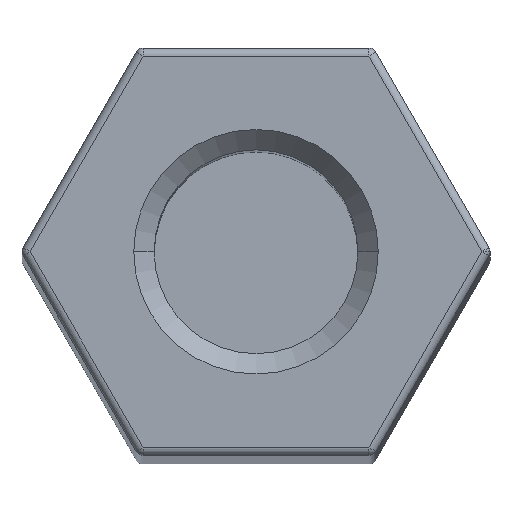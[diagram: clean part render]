
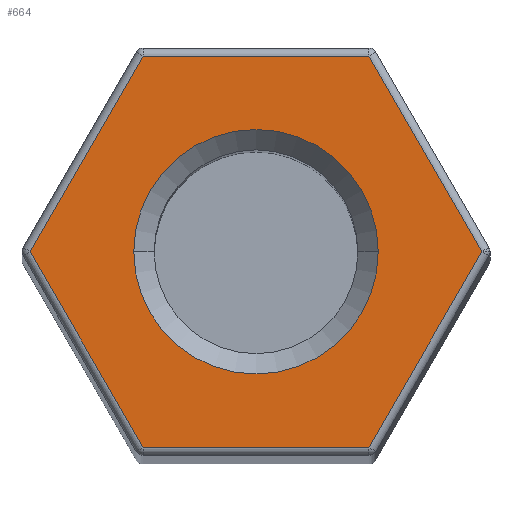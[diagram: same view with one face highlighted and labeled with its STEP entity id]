
A CAD part, top view. The second image highlights one B-rep face of the part: STEP entity #664.
In plain terms, the highlighted planar face has unit normal (0, 0, 1).
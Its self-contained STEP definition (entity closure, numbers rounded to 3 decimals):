
#19 = AXIS2_PLACEMENT_3D ( 'NONE', #1098, #1090, #1019 ) ;
#26 = CARTESIAN_POINT ( 'NONE',  ( -1.357, -2.45, 60. ) ) ;
#113 = AXIS2_PLACEMENT_3D ( 'NONE', #710, #616, #360 ) ;
#136 = DIRECTION ( 'NONE',  ( -0.5, -0.866, 0. ) ) ;
#144 = DIRECTION ( 'NONE',  ( -1., 0., 0. ) ) ;
#159 = CARTESIAN_POINT ( 'NONE',  ( 1.386, -2.4, 60. ) ) ;
#197 = VERTEX_POINT ( 'NONE', #908 ) ;
#214 = CIRCLE ( 'NONE', #331, 1.5 ) ;
#257 = LINE ( 'NONE', #555, #534 ) ;
#304 = LINE ( 'NONE', #406, #869 ) ;
#331 = AXIS2_PLACEMENT_3D ( 'NONE', #1284, #1243, #1240 ) ;
#336 = EDGE_CURVE ( 'NONE', #1178, #859, #304, .T. ) ;
#338 = EDGE_CURVE ( 'NONE', #859, #971, #1107, .T. ) ;
#342 = EDGE_CURVE ( 'NONE', #971, #197, #1309, .T. ) ;
#345 = EDGE_CURVE ( 'NONE', #197, #757, #837, .T. ) ;
#349 = EDGE_CURVE ( 'NONE', #757, #1329, #257, .T. ) ;
#358 = EDGE_CURVE ( 'NONE', #1329, #1178, #1049, .T. ) ;
#360 = DIRECTION ( 'NONE',  ( 1., 0., 0. ) ) ;
#361 = EDGE_CURVE ( 'NONE', #587, #1313, #214, .T. ) ;
#402 = DIRECTION ( 'NONE',  ( 0.5, 0.866, 0. ) ) ;
#406 = CARTESIAN_POINT ( 'NONE',  ( -1.443, 2.4, 60. ) ) ;
#428 = ORIENTED_EDGE ( 'NONE', *, *, #342, .T. ) ;
#440 = CARTESIAN_POINT ( 'NONE',  ( -2.8, -0.05, 60. ) ) ;
#474 = ORIENTED_EDGE ( 'NONE', *, *, #349, .T. ) ;
#534 = VECTOR ( 'NONE', #402, 1000. ) ;
#552 = CIRCLE ( 'NONE', #19, 1.5 ) ;
#555 = CARTESIAN_POINT ( 'NONE',  ( 2.8, 0.05, 60. ) ) ;
#561 = VECTOR ( 'NONE', #1158, 1000. ) ;
#577 = PLANE ( 'NONE',  #113 ) ;
#587 = VERTEX_POINT ( 'NONE', #595 ) ;
#588 = FACE_BOUND ( 'NONE', #747, .T. ) ;
#595 = CARTESIAN_POINT ( 'NONE',  ( -1.5, 0., 60. ) ) ;
#616 = DIRECTION ( 'NONE',  ( 0., 0., 1. ) ) ;
#630 = CARTESIAN_POINT ( 'NONE',  ( 1.386, 2.4, 60. ) ) ;
#664 = ADVANCED_FACE ( 'NONE', ( #829, #588 ), #577, .T. ) ;
#700 = ORIENTED_EDGE ( 'NONE', *, *, #336, .T. ) ;
#710 = CARTESIAN_POINT ( 'NONE',  ( 2.887, 0., 60. ) ) ;
#732 = EDGE_CURVE ( 'NONE', #1313, #587, #552, .T. ) ;
#747 = EDGE_LOOP ( 'NONE', ( #1246, #795 ) ) ;
#757 = VERTEX_POINT ( 'NONE', #159 ) ;
#765 = ORIENTED_EDGE ( 'NONE', *, *, #358, .T. ) ;
#795 = ORIENTED_EDGE ( 'NONE', *, *, #361, .T. ) ;
#804 = VECTOR ( 'NONE', #1321, 1000. ) ;
#829 = FACE_OUTER_BOUND ( 'NONE', #934, .T. ) ;
#836 = CARTESIAN_POINT ( 'NONE',  ( 1.357, 2.45, 60. ) ) ;
#837 = LINE ( 'NONE', #1061, #1278 ) ;
#859 = VERTEX_POINT ( 'NONE', #1105 ) ;
#869 = VECTOR ( 'NONE', #144, 1000. ) ;
#908 = CARTESIAN_POINT ( 'NONE',  ( -1.386, -2.4, 60. ) ) ;
#934 = EDGE_LOOP ( 'NONE', ( #700, #956, #428, #1213, #474, #765 ) ) ;
#940 = CARTESIAN_POINT ( 'NONE',  ( -2.771, 0., 60. ) ) ;
#956 = ORIENTED_EDGE ( 'NONE', *, *, #338, .T. ) ;
#971 = VERTEX_POINT ( 'NONE', #940 ) ;
#1017 = CARTESIAN_POINT ( 'NONE',  ( 2.771, 0., 60. ) ) ;
#1019 = DIRECTION ( 'NONE',  ( 1., 0., 0. ) ) ;
#1049 = LINE ( 'NONE', #836, #804 ) ;
#1061 = CARTESIAN_POINT ( 'NONE',  ( 1.443, -2.4, 60. ) ) ;
#1077 = VECTOR ( 'NONE', #136, 1000. ) ;
#1090 = DIRECTION ( 'NONE',  ( 0., 0., -1. ) ) ;
#1098 = CARTESIAN_POINT ( 'NONE',  ( 0., 0., 60. ) ) ;
#1105 = CARTESIAN_POINT ( 'NONE',  ( -1.386, 2.4, 60. ) ) ;
#1107 = LINE ( 'NONE', #440, #1077 ) ;
#1120 = DIRECTION ( 'NONE',  ( 1., 0., 0. ) ) ;
#1158 = DIRECTION ( 'NONE',  ( 0.5, -0.866, 0. ) ) ;
#1178 = VERTEX_POINT ( 'NONE', #630 ) ;
#1197 = CARTESIAN_POINT ( 'NONE',  ( 1.5, 0., 60. ) ) ;
#1213 = ORIENTED_EDGE ( 'NONE', *, *, #345, .T. ) ;
#1240 = DIRECTION ( 'NONE',  ( 1., 0., 0. ) ) ;
#1243 = DIRECTION ( 'NONE',  ( 0., 0., -1. ) ) ;
#1246 = ORIENTED_EDGE ( 'NONE', *, *, #732, .T. ) ;
#1278 = VECTOR ( 'NONE', #1120, 1000. ) ;
#1284 = CARTESIAN_POINT ( 'NONE',  ( 0., 0., 60. ) ) ;
#1309 = LINE ( 'NONE', #26, #561 ) ;
#1313 = VERTEX_POINT ( 'NONE', #1197 ) ;
#1321 = DIRECTION ( 'NONE',  ( -0.5, 0.866, 0. ) ) ;
#1329 = VERTEX_POINT ( 'NONE', #1017 ) ;
